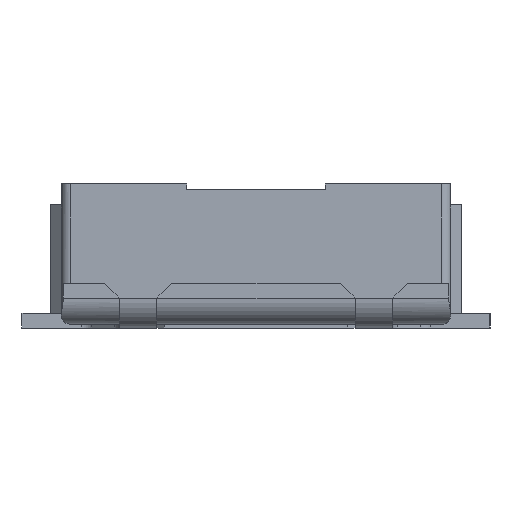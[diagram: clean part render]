
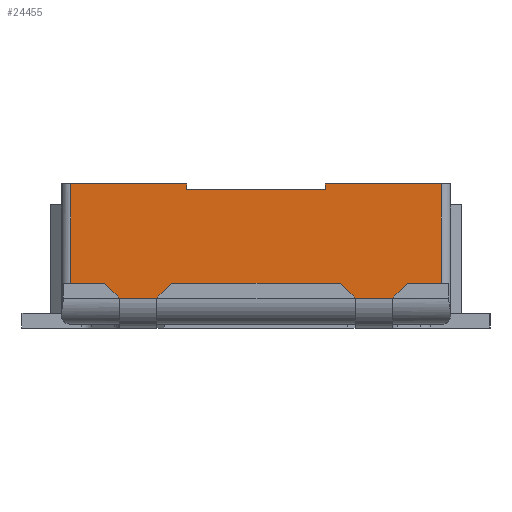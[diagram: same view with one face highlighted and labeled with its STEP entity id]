
A CAD part, left-side view. The second image highlights one B-rep face of the part: STEP entity #24455.
In plain terms, the highlighted planar face has unit normal (-1, 0, 0).
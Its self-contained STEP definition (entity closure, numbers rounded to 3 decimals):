
#2243=DIRECTION('',(0.,-1.,0.));
#2244=VECTOR('',#2243,0.9);
#2245=CARTESIAN_POINT('',(-3.65,0.45,0.24));
#2246=LINE('',#2245,#2244);
#2250=DIRECTION('',(0.,-0.707,0.707));
#2251=VECTOR('',#2250,0.113);
#2252=CARTESIAN_POINT('',(-3.65,0.53,0.16));
#2253=LINE('',#2252,#2251);
#2257=DIRECTION('',(0.,-0.707,-0.707));
#2258=VECTOR('',#2257,0.113);
#2259=CARTESIAN_POINT('',(-3.65,0.81,0.24));
#2260=LINE('',#2259,#2258);
#2264=DIRECTION('',(0.,1.,0.));
#2265=VECTOR('',#2264,0.74);
#2266=CARTESIAN_POINT('',(-3.65,-0.37,0.74));
#2267=LINE('',#2266,#2265);
#2271=DIRECTION('',(0.,0.,-1.));
#2272=VECTOR('',#2271,0.03);
#2273=CARTESIAN_POINT('',(-3.65,-0.37,0.77));
#2274=LINE('',#2273,#2272);
#2278=DIRECTION('',(0.,1.,0.));
#2279=VECTOR('',#2278,0.62);
#2280=CARTESIAN_POINT('',(-3.65,-0.99,0.77));
#2281=LINE('',#2280,#2279);
#2285=DIRECTION('',(0.,-1.,0.));
#2286=VECTOR('',#2285,0.18);
#2287=CARTESIAN_POINT('',(-3.65,-0.81,0.24));
#2288=LINE('',#2287,#2286);
#2292=DIRECTION('',(0.,-0.707,0.707));
#2293=VECTOR('',#2292,0.113);
#2294=CARTESIAN_POINT('',(-3.65,-0.73,0.16));
#2295=LINE('',#2294,#2293);
#2299=DIRECTION('',(0.,-0.707,-0.707));
#2300=VECTOR('',#2299,0.113);
#2301=CARTESIAN_POINT('',(-3.65,-0.45,0.24));
#2302=LINE('',#2301,#2300);
#2348=DIRECTION('',(0.,1.,0.));
#2349=VECTOR('',#2348,0.2);
#2350=CARTESIAN_POINT('',(-3.65,0.53,0.16));
#2351=LINE('',#2350,#2349);
#2515=DIRECTION('',(0.,1.,0.));
#2516=VECTOR('',#2515,0.18);
#2517=CARTESIAN_POINT('',(-3.65,0.81,0.24));
#2518=LINE('',#2517,#2516);
#2536=DIRECTION('',(0.,0.,1.));
#2537=VECTOR('',#2536,0.53);
#2538=CARTESIAN_POINT('',(-3.65,0.99,0.24));
#2539=LINE('',#2538,#2537);
#2578=DIRECTION('',(0.,-1.,0.));
#2579=VECTOR('',#2578,0.62);
#2580=CARTESIAN_POINT('',(-3.65,0.99,0.77));
#2581=LINE('',#2580,#2579);
#7486=DIRECTION('',(0.,1.,0.));
#7487=VECTOR('',#7486,0.2);
#7488=CARTESIAN_POINT('',(-3.65,-0.73,0.16));
#7489=LINE('',#7488,#7487);
#7553=DIRECTION('',(0.,0.,-1.));
#7554=VECTOR('',#7553,0.53);
#7555=CARTESIAN_POINT('',(-3.65,-0.99,0.77));
#7556=LINE('',#7555,#7554);
#13788=DIRECTION('',(0.,0.,-1.));
#13789=VECTOR('',#13788,0.03);
#13790=CARTESIAN_POINT('',(-3.65,0.37,0.77));
#13791=LINE('',#13790,#13789);
#20240=CARTESIAN_POINT('',(-3.65,0.53,0.16));
#20242=VERTEX_POINT('',#20240);
#20244=CARTESIAN_POINT('',(-3.65,0.45,0.24));
#20246=VERTEX_POINT('',#20244);
#20248=CARTESIAN_POINT('',(-3.65,0.81,0.24));
#20250=VERTEX_POINT('',#20248);
#20254=CARTESIAN_POINT('',(-3.65,0.73,0.16));
#20255=VERTEX_POINT('',#20254);
#20258=CARTESIAN_POINT('',(-3.65,0.99,0.24));
#20259=VERTEX_POINT('',#20258);
#21581=CARTESIAN_POINT('',(-3.65,-0.53,0.16));
#21582=VERTEX_POINT('',#21581);
#21583=CARTESIAN_POINT('',(-3.65,-0.73,0.16));
#21585=VERTEX_POINT('',#21583);
#22409=CARTESIAN_POINT('',(-3.65,-0.45,0.24));
#22411=VERTEX_POINT('',#22409);
#22419=CARTESIAN_POINT('',(-3.65,-0.81,0.24));
#22420=VERTEX_POINT('',#22419);
#22423=CARTESIAN_POINT('',(-3.65,-0.99,0.24));
#22424=VERTEX_POINT('',#22423);
#22530=CARTESIAN_POINT('',(-3.65,0.99,0.77));
#22531=VERTEX_POINT('',#22530);
#22532=CARTESIAN_POINT('',(-3.65,0.37,0.77));
#22534=VERTEX_POINT('',#22532);
#22542=CARTESIAN_POINT('',(-3.65,0.37,0.74));
#22543=VERTEX_POINT('',#22542);
#22599=CARTESIAN_POINT('',(-3.65,-0.37,0.77));
#22600=VERTEX_POINT('',#22599);
#22601=CARTESIAN_POINT('',(-3.65,-0.99,0.77));
#22602=VERTEX_POINT('',#22601);
#22605=CARTESIAN_POINT('',(-3.65,-0.37,0.74));
#22606=VERTEX_POINT('',#22605);
#24417=CARTESIAN_POINT('',(-3.65,0.,0.02));
#24418=DIRECTION('',(-1.,0.,0.));
#24419=DIRECTION('',(0.,-1.,0.));
#24420=AXIS2_PLACEMENT_3D('',#24417,#24418,#24419);
#24421=PLANE('',#24420);
#24423=ORIENTED_EDGE('',*,*,#24422,.F.);
#24425=ORIENTED_EDGE('',*,*,#24424,.F.);
#24427=ORIENTED_EDGE('',*,*,#24426,.T.);
#24428=ORIENTED_EDGE('',*,*,#24407,.F.);
#24430=ORIENTED_EDGE('',*,*,#24429,.T.);
#24432=ORIENTED_EDGE('',*,*,#24431,.T.);
#24434=ORIENTED_EDGE('',*,*,#24433,.T.);
#24436=ORIENTED_EDGE('',*,*,#24435,.T.);
#24438=ORIENTED_EDGE('',*,*,#24437,.F.);
#24440=ORIENTED_EDGE('',*,*,#24439,.F.);
#24442=ORIENTED_EDGE('',*,*,#24441,.F.);
#24444=ORIENTED_EDGE('',*,*,#24443,.T.);
#24446=ORIENTED_EDGE('',*,*,#24445,.F.);
#24448=ORIENTED_EDGE('',*,*,#24447,.F.);
#24450=ORIENTED_EDGE('',*,*,#24449,.T.);
#24452=ORIENTED_EDGE('',*,*,#24451,.F.);
#24453=EDGE_LOOP('',(#24423,#24425,#24427,#24428,#24430,#24432,#24434,#24436,
#24438,#24440,#24442,#24444,#24446,#24448,#24450,#24452));
#24454=FACE_OUTER_BOUND('',#24453,.F.);
#24407=EDGE_CURVE('',#20250,#20255,#2260,.T.);
#24422=EDGE_CURVE('',#20246,#22411,#2246,.T.);
#24424=EDGE_CURVE('',#20242,#20246,#2253,.T.);
#24426=EDGE_CURVE('',#20242,#20255,#2351,.T.);
#24429=EDGE_CURVE('',#20250,#20259,#2518,.T.);
#24431=EDGE_CURVE('',#20259,#22531,#2539,.T.);
#24433=EDGE_CURVE('',#22531,#22534,#2581,.T.);
#24435=EDGE_CURVE('',#22534,#22543,#13791,.T.);
#24437=EDGE_CURVE('',#22606,#22543,#2267,.T.);
#24439=EDGE_CURVE('',#22600,#22606,#2274,.T.);
#24441=EDGE_CURVE('',#22602,#22600,#2281,.T.);
#24443=EDGE_CURVE('',#22602,#22424,#7556,.T.);
#24445=EDGE_CURVE('',#22420,#22424,#2288,.T.);
#24447=EDGE_CURVE('',#21585,#22420,#2295,.T.);
#24449=EDGE_CURVE('',#21585,#21582,#7489,.T.);
#24451=EDGE_CURVE('',#22411,#21582,#2302,.T.);
#24455=ADVANCED_FACE('',(#24454),#24421,.T.);
